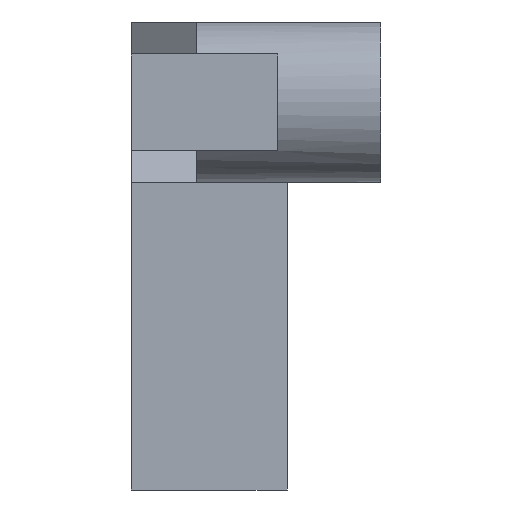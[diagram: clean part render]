
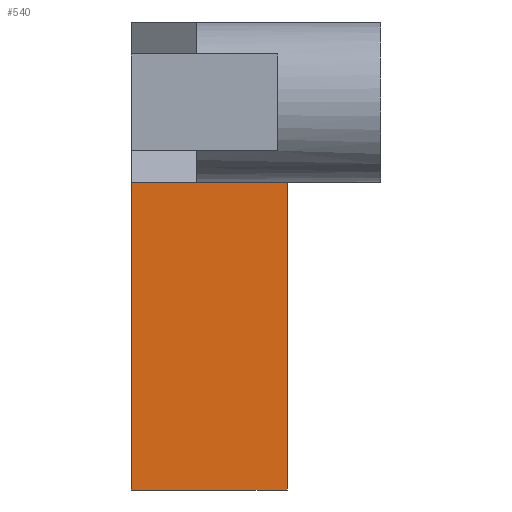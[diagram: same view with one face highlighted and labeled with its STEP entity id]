
A CAD part, left-side view. The second image highlights one B-rep face of the part: STEP entity #540.
In plain terms, the highlighted planar face has unit normal (-1, 0, 0).
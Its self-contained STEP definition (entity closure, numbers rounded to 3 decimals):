
#75=PLANE('',#1419);
#133=FACE_OUTER_BOUND('',#628,.T.);
#281=LINE('',#2060,#455);
#282=LINE('',#2062,#456);
#283=LINE('',#2064,#457);
#284=LINE('',#2066,#458);
#455=VECTOR('',#1674,1.);
#456=VECTOR('',#1677,1.);
#457=VECTOR('',#1678,1.);
#458=VECTOR('',#1679,1.);
#540=ADVANCED_FACE('',(#133),#75,.T.);
#628=EDGE_LOOP('',(#884,#885,#886,#887));
#884=ORIENTED_EDGE('',*,*,#1301,.T.);
#885=ORIENTED_EDGE('',*,*,#1302,.F.);
#886=ORIENTED_EDGE('',*,*,#1303,.T.);
#887=ORIENTED_EDGE('',*,*,#1304,.F.);
#1112=VERTEX_POINT('',#1988);
#1133=VERTEX_POINT('',#2059);
#1134=VERTEX_POINT('',#2063);
#1135=VERTEX_POINT('',#2065);
#1301=EDGE_CURVE('',#1112,#1133,#281,.T.);
#1302=EDGE_CURVE('',#1134,#1133,#282,.T.);
#1303=EDGE_CURVE('',#1134,#1135,#283,.T.);
#1304=EDGE_CURVE('',#1112,#1135,#284,.T.);
#1419=AXIS2_PLACEMENT_3D('',#2067,#1680,#1681);
#1674=DIRECTION('',(0.,1.,0.));
#1677=DIRECTION('',(0.,0.,1.));
#1678=DIRECTION('',(0.,-1.,0.));
#1679=DIRECTION('',(0.,0.,-1.));
#1680=DIRECTION('',(-1.,0.,0.));
#1681=DIRECTION('',(0.,-1.,0.));
#1988=CARTESIAN_POINT('',(0.,0.,9.85));
#2059=CARTESIAN_POINT('',(0.,5.,9.85));
#2060=CARTESIAN_POINT('',(0.,0.,9.85));
#2062=CARTESIAN_POINT('',(0.,5.,0.));
#2063=CARTESIAN_POINT('',(0.,5.,0.));
#2064=CARTESIAN_POINT('',(0.,5.,0.));
#2065=CARTESIAN_POINT('',(0.,0.,0.));
#2066=CARTESIAN_POINT('',(0.,0.,9.85));
#2067=CARTESIAN_POINT('',(0.,5.,0.));
